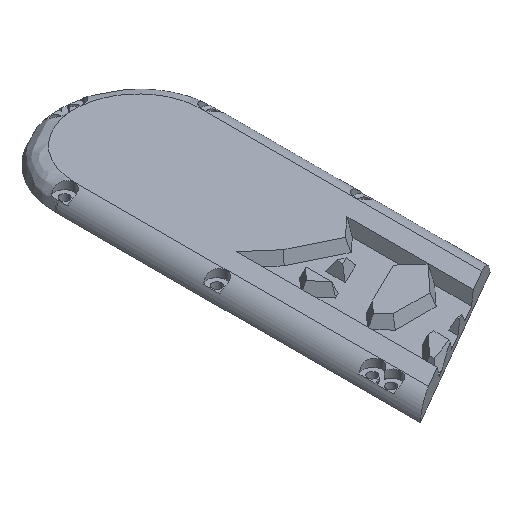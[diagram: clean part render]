
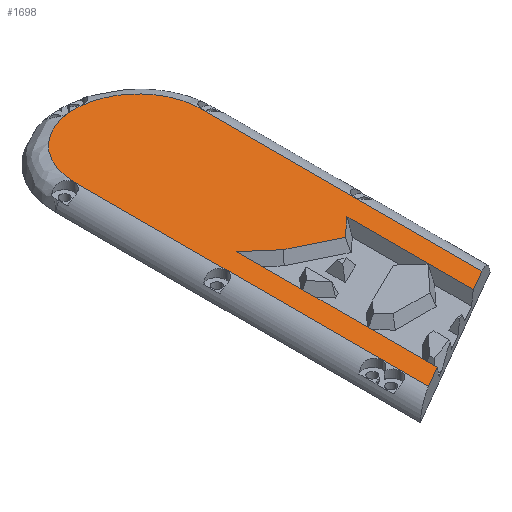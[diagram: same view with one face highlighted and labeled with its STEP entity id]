
A CAD part, isometric view. The second image highlights one B-rep face of the part: STEP entity #1698.
In plain terms, the highlighted planar face has unit normal (0, 0, 1).
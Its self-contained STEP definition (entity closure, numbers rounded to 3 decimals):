
#42 = DIRECTION ( 'NONE',  ( 0.866, 0.5, 0. ) ) ;
#51 = ORIENTED_EDGE ( 'NONE', *, *, #2100, .T. ) ;
#76 = CARTESIAN_POINT ( 'NONE',  ( 40.201, 110.924, 6. ) ) ;
#91 = EDGE_LOOP ( 'NONE', ( #2367, #729, #1624, #2193, #1258, #51, #1948, #1828, #223, #1412 ) ) ;
#126 = AXIS2_PLACEMENT_3D ( 'NONE', #2238, #2477, #2458 ) ;
#137 = CARTESIAN_POINT ( 'NONE',  ( 9.13, 119.975, 6. ) ) ;
#170 = CARTESIAN_POINT ( 'NONE',  ( 47.655, 171.395, 6. ) ) ;
#174 = LINE ( 'NONE', #2847, #1991 ) ;
#178 = VECTOR ( 'NONE', #846, 1000. ) ;
#223 = ORIENTED_EDGE ( 'NONE', *, *, #1745, .T. ) ;
#280 = VERTEX_POINT ( 'NONE', #76 ) ;
#303 = FACE_OUTER_BOUND ( 'NONE', #91, .T. ) ;
#321 = LINE ( 'NONE', #2976, #2973 ) ;
#336 = EDGE_CURVE ( 'NONE', #2898, #422, #2454, .T. ) ;
#397 = EDGE_CURVE ( 'NONE', #422, #914, #884, .T. ) ;
#422 = VERTEX_POINT ( 'NONE', #1831 ) ;
#446 = CARTESIAN_POINT ( 'NONE',  ( 9.13, 46.984, 6. ) ) ;
#550 = LINE ( 'NONE', #2204, #1577 ) ;
#616 = DIRECTION ( 'NONE',  ( 0.898, -0.44, 0. ) ) ;
#656 = DIRECTION ( 'NONE',  ( 0.757, -0.653, 0. ) ) ;
#729 = ORIENTED_EDGE ( 'NONE', *, *, #1504, .F. ) ;
#780 = EDGE_CURVE ( 'NONE', #3045, #2898, #874, .T. ) ;
#782 = LINE ( 'NONE', #1479, #917 ) ;
#833 = DIRECTION ( 'NONE',  ( 0.866, 0.5, 0. ) ) ;
#846 = DIRECTION ( 'NONE',  ( 0.74, 0.673, 0. ) ) ;
#874 = LINE ( 'NONE', #2069, #1623 ) ;
#884 = LINE ( 'NONE', #137, #2293 ) ;
#914 = VERTEX_POINT ( 'NONE', #2721 ) ;
#917 = VECTOR ( 'NONE', #2462, 1000. ) ;
#921 = EDGE_CURVE ( 'NONE', #1009, #2115, #782, .T. ) ;
#940 = VERTEX_POINT ( 'NONE', #2905 ) ;
#942 = CARTESIAN_POINT ( 'NONE',  ( 1.511, 171.395, 6. ) ) ;
#956 = EDGE_CURVE ( 'NONE', #280, #1257, #550, .T. ) ;
#1009 = VERTEX_POINT ( 'NONE', #1941 ) ;
#1012 = CARTESIAN_POINT ( 'NONE',  ( 40.201, 64.923, 6. ) ) ;
#1038 = VECTOR ( 'NONE', #616, 1000. ) ;
#1257 = VERTEX_POINT ( 'NONE', #1012 ) ;
#1258 = ORIENTED_EDGE ( 'NONE', *, *, #397, .T. ) ;
#1347 = CARTESIAN_POINT ( 'NONE',  ( 18.154, 112.191, 6. ) ) ;
#1412 = ORIENTED_EDGE ( 'NONE', *, *, #921, .F. ) ;
#1443 = DIRECTION ( 'NONE',  ( 0., -1., 0. ) ) ;
#1477 = PLANE ( 'NONE',  #126 ) ;
#1479 = CARTESIAN_POINT ( 'NONE',  ( 47.655, -59.583, 6. ) ) ;
#1504 = EDGE_CURVE ( 'NONE', #3045, #1901, #174, .T. ) ;
#1566 = CARTESIAN_POINT ( 'NONE',  ( 47.655, 69.226, 6. ) ) ;
#1577 = VECTOR ( 'NONE', #1443, 1000. ) ;
#1581 = LINE ( 'NONE', #1347, #1038 ) ;
#1594 = CARTESIAN_POINT ( 'NONE',  ( 1.511, 171.395, 6. ) ) ;
#1623 = VECTOR ( 'NONE', #833, 1000. ) ;
#1624 = ORIENTED_EDGE ( 'NONE', *, *, #780, .T. ) ;
#1698 = ADVANCED_FACE ( 'NONE', ( #303 ), #1477, .T. ) ;
#1745 = EDGE_CURVE ( 'NONE', #1257, #2115, #321, .T. ) ;
#1822 = LINE ( 'NONE', #2561, #178 ) ;
#1828 = ORIENTED_EDGE ( 'NONE', *, *, #956, .T. ) ;
#1831 = CARTESIAN_POINT ( 'NONE',  ( 9.13, 119.975, 6. ) ) ;
#1901 = VERTEX_POINT ( 'NONE', #942 ) ;
#1941 = CARTESIAN_POINT ( 'NONE',  ( 47.655, 171.395, 6. ) ) ;
#1948 = ORIENTED_EDGE ( 'NONE', *, *, #2075, .T. ) ;
#1969 = DIRECTION ( 'NONE',  ( 0., 1., 0. ) ) ;
#1991 = VECTOR ( 'NONE', #2524, 1000. ) ;
#2014 = CARTESIAN_POINT ( 'NONE',  ( 9.13, -59.583, 6. ) ) ;
#2069 = CARTESIAN_POINT ( 'NONE',  ( -23.179, 28.331, 6. ) ) ;
#2075 = EDGE_CURVE ( 'NONE', #940, #280, #1822, .T. ) ;
#2094 =( BOUNDED_CURVE ( )  B_SPLINE_CURVE ( 3, ( #1594, #2242, #2574, #170 ),
 .UNSPECIFIED., .F., .T. ) 
 B_SPLINE_CURVE_WITH_KNOTS ( ( 4, 4 ),
 ( 0., 1. ),
 .UNSPECIFIED. ) 
 CURVE ( )  GEOMETRIC_REPRESENTATION_ITEM ( )  RATIONAL_B_SPLINE_CURVE ( ( 1., 0.333, 0.333, 1. ) ) 
 REPRESENTATION_ITEM ( '' )  );
#2100 = EDGE_CURVE ( 'NONE', #914, #940, #1581, .T. ) ;
#2115 = VERTEX_POINT ( 'NONE', #1566 ) ;
#2193 = ORIENTED_EDGE ( 'NONE', *, *, #336, .T. ) ;
#2204 = CARTESIAN_POINT ( 'NONE',  ( 40.201, -59.583, 6. ) ) ;
#2238 = CARTESIAN_POINT ( 'NONE',  ( 24.583, -59.583, 6. ) ) ;
#2242 = CARTESIAN_POINT ( 'NONE',  ( 1.511, 217.538, 6. ) ) ;
#2293 = VECTOR ( 'NONE', #656, 1000. ) ;
#2367 = ORIENTED_EDGE ( 'NONE', *, *, #2567, .F. ) ;
#2454 = LINE ( 'NONE', #2014, #2811 ) ;
#2458 = DIRECTION ( 'NONE',  ( 1., 0., 0. ) ) ;
#2462 = DIRECTION ( 'NONE',  ( 0., -1., 0. ) ) ;
#2477 = DIRECTION ( 'NONE',  ( 0., 0., 1. ) ) ;
#2524 = DIRECTION ( 'NONE',  ( 0., 1., 0. ) ) ;
#2561 = CARTESIAN_POINT ( 'NONE',  ( 33.391, 104.733, 6. ) ) ;
#2567 = EDGE_CURVE ( 'NONE', #1901, #1009, #2094, .T. ) ;
#2574 = CARTESIAN_POINT ( 'NONE',  ( 47.655, 217.538, 6. ) ) ;
#2721 = CARTESIAN_POINT ( 'NONE',  ( 18.154, 112.191, 6. ) ) ;
#2811 = VECTOR ( 'NONE', #1969, 1000. ) ;
#2847 = CARTESIAN_POINT ( 'NONE',  ( 1.511, 171.395, 6. ) ) ;
#2898 = VERTEX_POINT ( 'NONE', #446 ) ;
#2905 = CARTESIAN_POINT ( 'NONE',  ( 33.391, 104.733, 6. ) ) ;
#2973 = VECTOR ( 'NONE', #42, 1000. ) ;
#2976 = CARTESIAN_POINT ( 'NONE',  ( -23.179, 28.331, 6. ) ) ;
#3045 = VERTEX_POINT ( 'NONE', #3094 ) ;
#3094 = CARTESIAN_POINT ( 'NONE',  ( 1.511, 42.585, 6. ) ) ;
